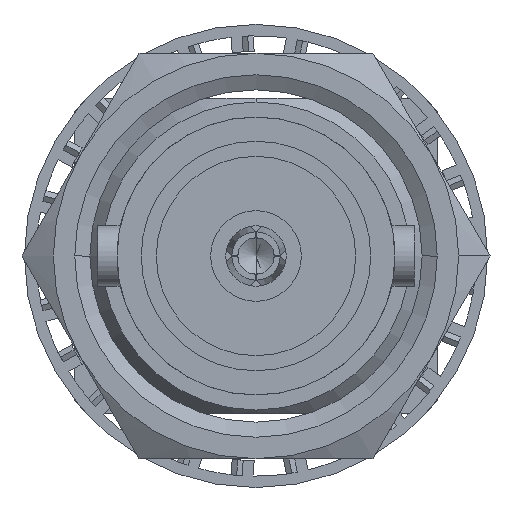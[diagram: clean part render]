
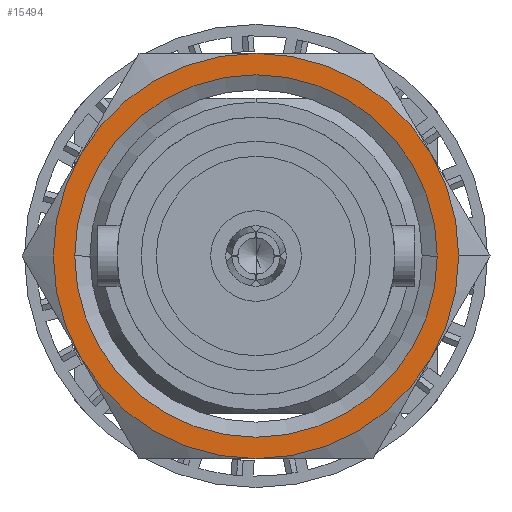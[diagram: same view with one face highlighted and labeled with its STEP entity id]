
A CAD part, left-side view. The second image highlights one B-rep face of the part: STEP entity #15494.
In plain terms, the highlighted face is planar.
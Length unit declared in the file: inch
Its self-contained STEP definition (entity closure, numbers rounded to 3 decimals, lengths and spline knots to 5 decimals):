
#123 = DIRECTION ( 'NONE',  ( 0., 1., 0. ) ) ;
#164 = DIRECTION ( 'NONE',  ( 0., 1., 0. ) ) ;
#233 = CARTESIAN_POINT ( 'NONE',  ( 0., 0.04921, 0. ) ) ;
#287 = DIRECTION ( 'NONE',  ( 0., 1., 0. ) ) ;
#451 = CARTESIAN_POINT ( 'NONE',  ( 0.27559, 0.04921, 0. ) ) ;
#720 = CIRCLE ( 'NONE', #11565, 0.24649 ) ;
#864 = DIRECTION ( 'NONE',  ( 0., 1., 0. ) ) ;
#913 = VERTEX_POINT ( 'NONE', #8671 ) ;
#927 = VERTEX_POINT ( 'NONE', #9893 ) ;
#1063 = DIRECTION ( 'NONE',  ( 0., 0., -1. ) ) ;
#1206 = AXIS2_PLACEMENT_3D ( 'NONE', #15863, #123, #11248 ) ;
#1381 = CARTESIAN_POINT ( 'NONE',  ( 0., 0.04921, 0. ) ) ;
#1401 = CARTESIAN_POINT ( 'NONE',  ( 0., 0.04921, 0. ) ) ;
#2045 = AXIS2_PLACEMENT_3D ( 'NONE', #233, #7470, #12544 ) ;
#2150 = DIRECTION ( 'NONE',  ( 0., 0., 1. ) ) ;
#2229 = AXIS2_PLACEMENT_3D ( 'NONE', #5149, #13740, #7644 ) ;
#2318 = EDGE_CURVE ( 'NONE', #4535, #13537, #12004, .T. ) ;
#2613 = CIRCLE ( 'NONE', #8019, 0.27559 ) ;
#3193 = EDGE_LOOP ( 'NONE', ( #5243, #6430, #9150, #12033, #4355, #9301, #5373 ) ) ;
#3228 = CARTESIAN_POINT ( 'NONE',  ( 0.1378, 0.04921, -0.23867 ) ) ;
#3523 = CARTESIAN_POINT ( 'NONE',  ( 0., 0.04921, 0. ) ) ;
#3596 = EDGE_CURVE ( 'NONE', #13537, #927, #15693, .T. ) ;
#3865 = VERTEX_POINT ( 'NONE', #3228 ) ;
#3880 = CIRCLE ( 'NONE', #2229, 0.27559 ) ;
#4194 = EDGE_CURVE ( 'NONE', #9598, #6033, #720, .T. ) ;
#4355 = ORIENTED_EDGE ( 'NONE', *, *, #15217, .T. ) ;
#4357 = AXIS2_PLACEMENT_3D ( 'NONE', #3523, #11915, #1063 ) ;
#4535 = VERTEX_POINT ( 'NONE', #7192 ) ;
#4720 = FACE_OUTER_BOUND ( 'NONE', #3193, .T. ) ;
#4994 = AXIS2_PLACEMENT_3D ( 'NONE', #7123, #864, #7004 ) ;
#5011 = CARTESIAN_POINT ( 'NONE',  ( 0., 0.04921, 0. ) ) ;
#5149 = CARTESIAN_POINT ( 'NONE',  ( 0., 0.04921, 0. ) ) ;
#5243 = ORIENTED_EDGE ( 'NONE', *, *, #12187, .T. ) ;
#5256 = VERTEX_POINT ( 'NONE', #9966 ) ;
#5373 = ORIENTED_EDGE ( 'NONE', *, *, #3596, .T. ) ;
#5656 = CIRCLE ( 'NONE', #4994, 0.27559 ) ;
#6033 = VERTEX_POINT ( 'NONE', #6884 ) ;
#6430 = ORIENTED_EDGE ( 'NONE', *, *, #15504, .T. ) ;
#6566 = ORIENTED_EDGE ( 'NONE', *, *, #12576, .T. ) ;
#6884 = CARTESIAN_POINT ( 'NONE',  ( 0., 0.04921, -0.24649 ) ) ;
#6940 = EDGE_LOOP ( 'NONE', ( #10609, #6566 ) ) ;
#7004 = DIRECTION ( 'NONE',  ( 0., 0., 1. ) ) ;
#7123 = CARTESIAN_POINT ( 'NONE',  ( 0., 0.04921, 0. ) ) ;
#7192 = CARTESIAN_POINT ( 'NONE',  ( -0.1378, 0.04921, -0.23867 ) ) ;
#7470 = DIRECTION ( 'NONE',  ( 0., 1., 0. ) ) ;
#7644 = DIRECTION ( 'NONE',  ( 0., 0., 1. ) ) ;
#7931 = CARTESIAN_POINT ( 'NONE',  ( -0.27559, 0.04921, 0. ) ) ;
#7989 = CARTESIAN_POINT ( 'NONE',  ( 0., 0.04921, 0.24649 ) ) ;
#8019 = AXIS2_PLACEMENT_3D ( 'NONE', #1401, #287, #14846 ) ;
#8671 = CARTESIAN_POINT ( 'NONE',  ( 0., 0.04921, 0.27559 ) ) ;
#8728 = VERTEX_POINT ( 'NONE', #451 ) ;
#8839 = DIRECTION ( 'NONE',  ( 0., 0., 1. ) ) ;
#8894 = CARTESIAN_POINT ( 'NONE',  ( 0., 0.04921, 0. ) ) ;
#9150 = ORIENTED_EDGE ( 'NONE', *, *, #14029, .T. ) ;
#9298 = AXIS2_PLACEMENT_3D ( 'NONE', #15521, #9581, #2150 ) ;
#9301 = ORIENTED_EDGE ( 'NONE', *, *, #2318, .T. ) ;
#9581 = DIRECTION ( 'NONE',  ( 0., 1., 0. ) ) ;
#9598 = VERTEX_POINT ( 'NONE', #7989 ) ;
#9803 = DIRECTION ( 'NONE',  ( 0., 0., 1. ) ) ;
#9893 = CARTESIAN_POINT ( 'NONE',  ( -0.1378, 0.04921, 0.23867 ) ) ;
#9966 = CARTESIAN_POINT ( 'NONE',  ( 0.1378, 0.04921, 0.23867 ) ) ;
#10268 = DIRECTION ( 'NONE',  ( 0., -1., 0. ) ) ;
#10609 = ORIENTED_EDGE ( 'NONE', *, *, #4194, .T. ) ;
#11009 = PLANE ( 'NONE',  #1206 ) ;
#11026 = DIRECTION ( 'NONE',  ( 0., 0., -1. ) ) ;
#11248 = DIRECTION ( 'NONE',  ( 0., 0., 1. ) ) ;
#11565 = AXIS2_PLACEMENT_3D ( 'NONE', #1381, #10268, #11026 ) ;
#11845 = CIRCLE ( 'NONE', #2045, 0.27559 ) ;
#11915 = DIRECTION ( 'NONE',  ( 0., -1., 0. ) ) ;
#12004 = CIRCLE ( 'NONE', #14298, 0.27559 ) ;
#12033 = ORIENTED_EDGE ( 'NONE', *, *, #15572, .T. ) ;
#12187 = EDGE_CURVE ( 'NONE', #927, #913, #15185, .T. ) ;
#12480 = CIRCLE ( 'NONE', #4357, 0.24649 ) ;
#12544 = DIRECTION ( 'NONE',  ( 0., 0., 1. ) ) ;
#12576 = EDGE_CURVE ( 'NONE', #6033, #9598, #12480, .T. ) ;
#13537 = VERTEX_POINT ( 'NONE', #7931 ) ;
#13556 = FACE_BOUND ( 'NONE', #6940, .T. ) ;
#13740 = DIRECTION ( 'NONE',  ( 0., 1., 0. ) ) ;
#14029 = EDGE_CURVE ( 'NONE', #5256, #8728, #3880, .T. ) ;
#14298 = AXIS2_PLACEMENT_3D ( 'NONE', #5011, #164, #9803 ) ;
#14846 = DIRECTION ( 'NONE',  ( 0., 0., 1. ) ) ;
#14923 = DIRECTION ( 'NONE',  ( 0., 1., 0. ) ) ;
#15185 = CIRCLE ( 'NONE', #9298, 0.27559 ) ;
#15217 = EDGE_CURVE ( 'NONE', #3865, #4535, #5656, .T. ) ;
#15449 = AXIS2_PLACEMENT_3D ( 'NONE', #8894, #14923, #8839 ) ;
#15494 = ADVANCED_FACE ( 'NONE', ( #13556, #4720 ), #11009, .T. ) ;
#15504 = EDGE_CURVE ( 'NONE', #913, #5256, #2613, .T. ) ;
#15521 = CARTESIAN_POINT ( 'NONE',  ( 0., 0.04921, 0. ) ) ;
#15572 = EDGE_CURVE ( 'NONE', #8728, #3865, #11845, .T. ) ;
#15693 = CIRCLE ( 'NONE', #15449, 0.27559 ) ;
#15863 = CARTESIAN_POINT ( 'NONE',  ( 0., 0.04921, 0. ) ) ;
